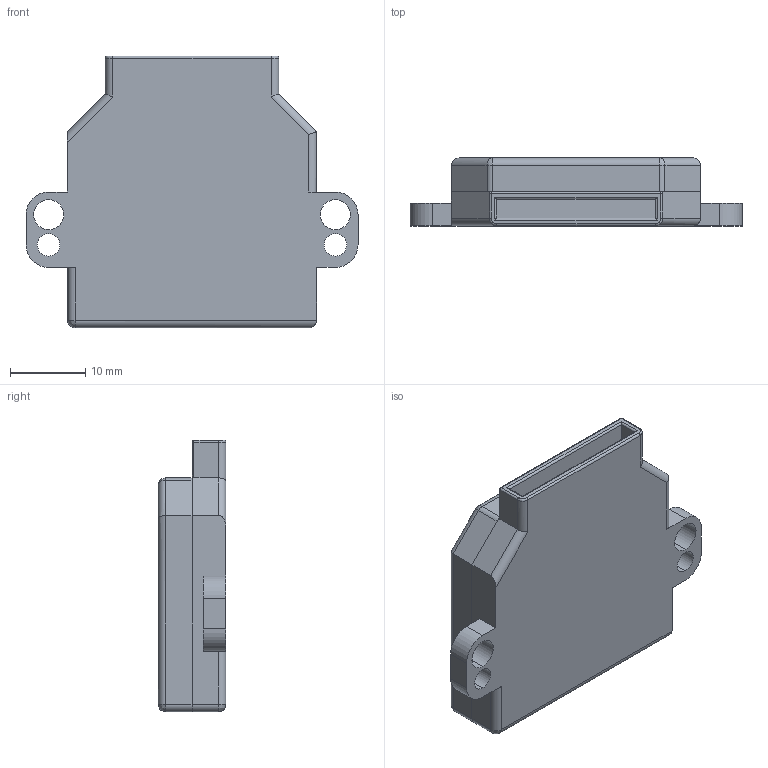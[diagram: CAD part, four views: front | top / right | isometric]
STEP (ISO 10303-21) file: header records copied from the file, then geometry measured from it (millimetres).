
FILE_DESCRIPTION (( 'STEP AP203' ), '1' );
FILE_NAME ('IMU_Default_sldprt.STEP', '2020-08-14T00:47:42', ( '' ), ( '' ), 'SwSTEP 2.0', 'SolidWorks 2017', '' );
FILE_SCHEMA (( 'CONFIG_CONTROL_DESIGN' ));
Length unit declared in the file: millimetre
Products named in the file (1): IMU_Default_sldprt
Bounding box: 44 x 9 x 36 mm (x, y, z)
Volume: 9379.2 mm3; surface area: 5804.1 mm2
Topology: 2 solids, 2 shells, 81 faces, 200 edges, 117 vertices
Faces by surface type: cylinder 41, plane 31, bspline 9
Entity records: 2496 total; most frequent: CARTESIAN_POINT 572, ORIENTED_EDGE 386, DIRECTION 383, EDGE_CURVE 193, AXIS2_PLACEMENT_3D 132, VECTOR 119, LINE 119, VERTEX_POINT 117
